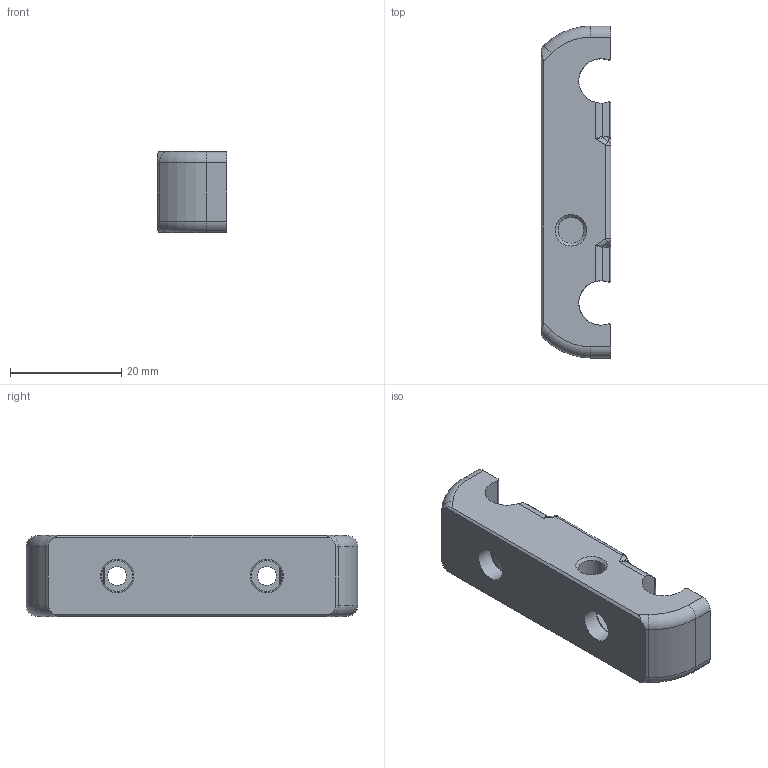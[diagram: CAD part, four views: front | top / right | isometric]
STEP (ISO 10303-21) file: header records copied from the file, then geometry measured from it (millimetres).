
FILE_DESCRIPTION(/* description */ (''),/* implementation_level */ '2;1');
FILE_NAME(/* name */ 'X Back Brace SB v2.step',/* time_stamp */ '2022-04-05T20:24:06-03:00',/* author */ (''),/* organization */ (''),/* preprocessor_version */ 'ST-DEVELOPER v18.1',/* originating_system */ 'Autodesk Translation Framework v10.14.0.1471',/* authorisation */ '');
FILE_SCHEMA (('AUTOMOTIVE_DESIGN { 1 0 10303 214 3 1 1 }'));
Length unit declared in the file: millimetre
Products named in the file (1): X Back Brace SB
Bounding box: 12.6 x 59.8 x 14.6 mm (x, y, z)
Volume: 8962.3 mm3; surface area: 3843.9 mm2
Topology: 1 solids, 1 shells, 68 faces, 164 edges, 97 vertices
Faces by surface type: cylinder 32, plane 19, bspline 8, torus 4, cone 3, sphere 2
Full cylindrical faces by diameter (mm): 3.4 x2, 4.7 x1, 6 x2
Entity records: 2141 total; most frequent: CARTESIAN_POINT 506, DIRECTION 355, ORIENTED_EDGE 320, EDGE_CURVE 160, AXIS2_PLACEMENT_3D 142, VERTEX_POINT 97, EDGE_LOOP 75, LINE 71
